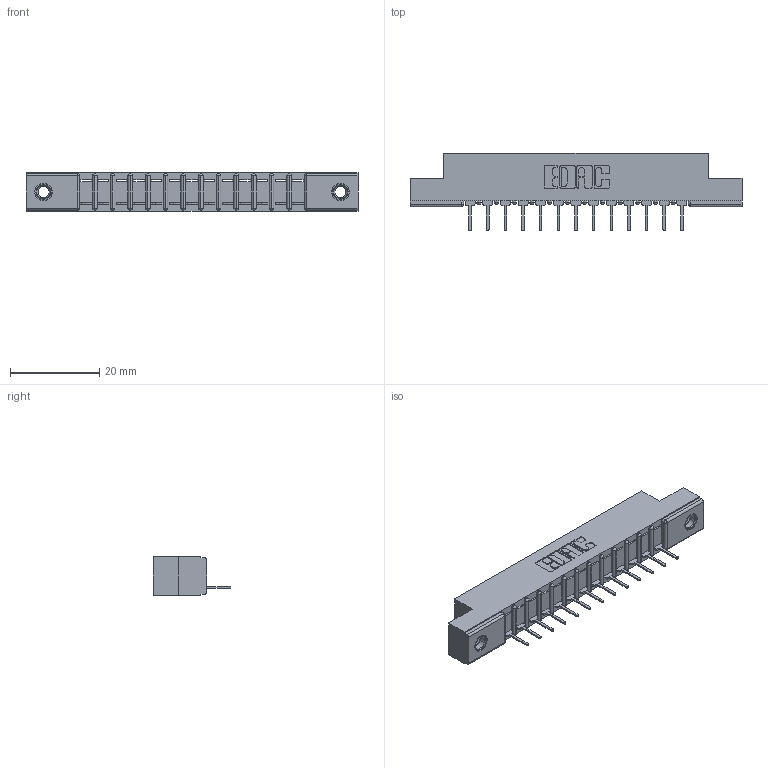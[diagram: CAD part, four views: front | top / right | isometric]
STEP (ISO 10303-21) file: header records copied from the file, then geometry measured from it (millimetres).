
FILE_DESCRIPTION (( 'STEP AP203' ), '1' );
FILE_NAME ('307-013-531-107.STEP', '2019-09-03T16:03:19', ( '' ), ( '' ), 'SwSTEP 2.0', 'SolidWorks 2016', '' );
FILE_SCHEMA (( 'CONFIG_CONTROL_DESIGN' ));
Length unit declared in the file: inch
Products named in the file (4): 345-250-001_345-250-005-103; 307-013-531-107; 307 Part_.156 Dia Mounting Holes; 307-290-001_531
Assembly tree (16 placements, depth 2):
  307-013-531-107
    307 Part_.156 Dia Mounting Holes
    307-290-001_531  x13
    345-250-001_345-250-005-103  x2
Bounding box: 74.52 x 17.42 x 8.71 mm (x, y, z)
Volume: 4690.2 mm3; surface area: 6840.6 mm2
Topology: 16 solids, 16 shells, 920 faces, 2565 edges, 1646 vertices
Faces by surface type: plane 583, cylinder 293, sphere 28, cone 12, torus 4
Entity records: 15873 total; most frequent: CARTESIAN_POINT 2643, ORIENTED_EDGE 2622, DIRECTION 2597, EDGE_CURVE 1311, VECTOR 993, LINE 993, VERTEX_POINT 848, AXIS2_PLACEMENT_3D 802
